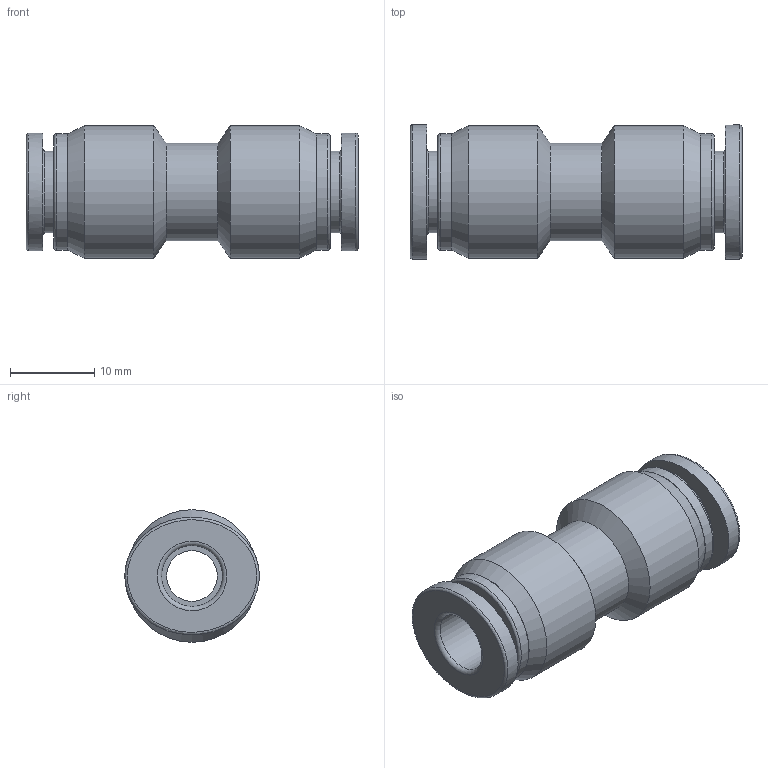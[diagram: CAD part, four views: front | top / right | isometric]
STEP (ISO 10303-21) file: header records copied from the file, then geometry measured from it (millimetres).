
FILE_DESCRIPTION(('FreeCAD Model'),'2;1');
FILE_NAME('Open CASCADE Shape Model','2025-05-11T22:42:02',('Author'),( ''),'Open CASCADE STEP processor 7.8','FreeCAD','Unknown');
FILE_SCHEMA(('AUTOMOTIVE_DESIGN { 1 0 10303 214 1 1 1 1 }'));
Length unit declared in the file: millimetre
Products named in the file (2): PU 07; PU 07-A
Assembly tree (1 placements, depth 2):
  PU 07
    PU 07-A
Bounding box: 39.3 x 15.9 x 15.7 mm (x, y, z)
Volume: 4711.1 mm3; surface area: 3352 mm2
Topology: 1 solids, 1 shells, 34 faces, 65 edges, 41 vertices
Faces by surface type: plane 10, cylinder 10, torus 6, cone 4, bspline 4
Full cylindrical faces by diameter (mm): 6 x1, 7.2 x2, 9.7 x2, 11.5 x1, 13.8 x2, 15.7 x2
Entity records: 4675 total; most frequent: CARTESIAN_POINT 3190, DIRECTION 234, ORIENTED_EDGE 130, PCURVE 130, DEFINITIONAL_REPRESENTATION 130, LINE 95, VECTOR 95, AXIS2_PLACEMENT_3D 65
